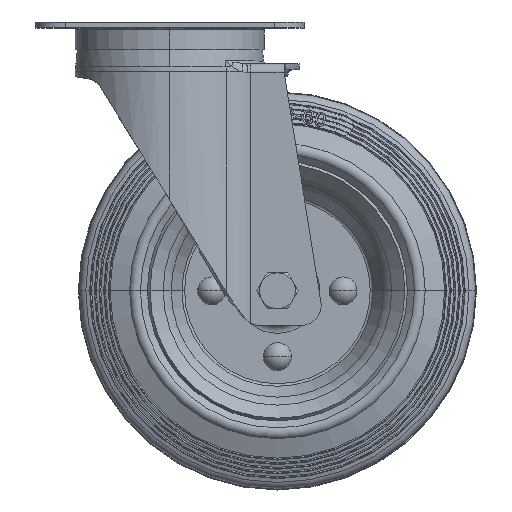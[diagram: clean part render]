
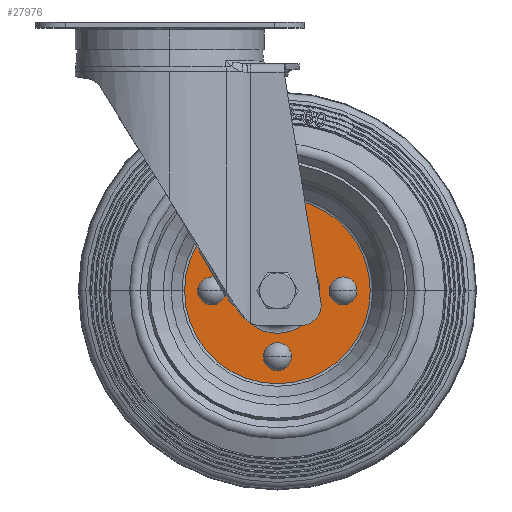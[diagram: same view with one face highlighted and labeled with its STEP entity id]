
A CAD part, top view. The second image highlights one B-rep face of the part: STEP entity #27976.
In plain terms, the highlighted planar face has unit normal (0, 0, 1).
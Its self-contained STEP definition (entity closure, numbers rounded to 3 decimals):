
#199 = CARTESIAN_POINT ( 'NONE',  ( 50., -168., 2. ) ) ;
#829 = DIRECTION ( 'NONE',  ( -1., 0., 0. ) ) ;
#1005 = DIRECTION ( 'NONE',  ( 0., 0., 1. ) ) ;
#1874 = AXIS2_PLACEMENT_3D ( 'NONE', #39334, #15628, #43296 ) ;
#2270 = EDGE_CURVE ( 'NONE', #14828, #12211, #45799, .T. ) ;
#2328 = DIRECTION ( 'NONE',  ( 0., 1., 0. ) ) ;
#2589 = CARTESIAN_POINT ( 'NONE',  ( 54., -102., 2. ) ) ;
#3168 = VERTEX_POINT ( 'NONE', #37387 ) ;
#3381 = ORIENTED_EDGE ( 'NONE', *, *, #15555, .T. ) ;
#4628 = EDGE_CURVE ( 'NONE', #3168, #8579, #24114, .T. ) ;
#5263 = DIRECTION ( 'NONE',  ( 0., 0., -1. ) ) ;
#6304 = EDGE_LOOP ( 'NONE', ( #3381, #29486 ) ) ;
#6573 = DIRECTION ( 'NONE',  ( -1., 0., 0. ) ) ;
#6796 = CARTESIAN_POINT ( 'NONE',  ( 32.709, -135., 2. ) ) ;
#7425 = AXIS2_PLACEMENT_3D ( 'NONE', #43942, #20269, #47915 ) ;
#7645 = CARTESIAN_POINT ( 'NONE',  ( 54., -135., 2. ) ) ;
#7696 = FACE_BOUND ( 'NONE', #48078, .T. ) ;
#7914 = AXIS2_PLACEMENT_3D ( 'NONE', #48216, #24551, #829 ) ;
#7971 = EDGE_CURVE ( 'NONE', #12211, #14828, #26852, .T. ) ;
#8023 = VERTEX_POINT ( 'NONE', #20502 ) ;
#8095 = ORIENTED_EDGE ( 'NONE', *, *, #15115, .T. ) ;
#8579 = VERTEX_POINT ( 'NONE', #36044 ) ;
#10005 = VERTEX_POINT ( 'NONE', #13271 ) ;
#10252 = ORIENTED_EDGE ( 'NONE', *, *, #12335, .T. ) ;
#10797 = EDGE_CURVE ( 'NONE', #18730, #42430, #49243, .T. ) ;
#10861 = CARTESIAN_POINT ( 'NONE',  ( 58., -102., 2. ) ) ;
#11538 = CARTESIAN_POINT ( 'NONE',  ( 58., -168., 2. ) ) ;
#11634 = DIRECTION ( 'NONE',  ( -1., 0., 0. ) ) ;
#12211 = VERTEX_POINT ( 'NONE', #199 ) ;
#12335 = EDGE_CURVE ( 'NONE', #10005, #45068, #37350, .T. ) ;
#12995 = EDGE_CURVE ( 'NONE', #47976, #8023, #15533, .T. ) ;
#13271 = CARTESIAN_POINT ( 'NONE',  ( 21., -139., 2. ) ) ;
#13336 = CARTESIAN_POINT ( 'NONE',  ( 54., -135., 2. ) ) ;
#13907 = CARTESIAN_POINT ( 'NONE',  ( 21., -135., 2. ) ) ;
#14828 = VERTEX_POINT ( 'NONE', #11538 ) ;
#15115 = EDGE_CURVE ( 'NONE', #45068, #10005, #42145, .T. ) ;
#15533 = CIRCLE ( 'NONE', #28796, 46.634 ) ;
#15555 = EDGE_CURVE ( 'NONE', #8023, #47976, #27216, .T. ) ;
#15628 = DIRECTION ( 'NONE',  ( 0., 0., -1. ) ) ;
#15644 = EDGE_LOOP ( 'NONE', ( #48255, #36812 ) ) ;
#16205 = DIRECTION ( 'NONE',  ( 0., 0., -1. ) ) ;
#16350 = DIRECTION ( 'NONE',  ( 0., 0., -1. ) ) ;
#16655 = DIRECTION ( 'NONE',  ( 0., 0., -1. ) ) ;
#16775 = CARTESIAN_POINT ( 'NONE',  ( 21., -131., 2. ) ) ;
#16994 = FACE_OUTER_BOUND ( 'NONE', #6304, .T. ) ;
#17326 = DIRECTION ( 'NONE',  ( -1., 0., 0. ) ) ;
#17888 = DIRECTION ( 'NONE',  ( 0., -1., 0. ) ) ;
#18056 = AXIS2_PLACEMENT_3D ( 'NONE', #40063, #16350, #44008 ) ;
#18414 = EDGE_LOOP ( 'NONE', ( #37280, #29766 ) ) ;
#18730 = VERTEX_POINT ( 'NONE', #40492 ) ;
#20043 = EDGE_CURVE ( 'NONE', #22947, #26724, #30104, .T. ) ;
#20269 = DIRECTION ( 'NONE',  ( 0., 0., 1. ) ) ;
#20502 = CARTESIAN_POINT ( 'NONE',  ( 7.366, -135., 2. ) ) ;
#20888 = EDGE_LOOP ( 'NONE', ( #10252, #8095 ) ) ;
#22947 = VERTEX_POINT ( 'NONE', #10861 ) ;
#24114 = CIRCLE ( 'NONE', #40036, 4. ) ;
#24234 = CIRCLE ( 'NONE', #34519, 4. ) ;
#24551 = DIRECTION ( 'NONE',  ( 0., 0., -1. ) ) ;
#24723 = CARTESIAN_POINT ( 'NONE',  ( 54., -135., 2. ) ) ;
#24798 = AXIS2_PLACEMENT_3D ( 'NONE', #2589, #30303, #6573 ) ;
#25618 = CIRCLE ( 'NONE', #43075, 4. ) ;
#26045 = DIRECTION ( 'NONE',  ( 0., 0., -1. ) ) ;
#26724 = VERTEX_POINT ( 'NONE', #42506 ) ;
#26852 = CIRCLE ( 'NONE', #18056, 4. ) ;
#27216 = CIRCLE ( 'NONE', #7425, 46.634 ) ;
#27488 = FACE_BOUND ( 'NONE', #15644, .T. ) ;
#27542 = ORIENTED_EDGE ( 'NONE', *, *, #7971, .T. ) ;
#27976 = ADVANCED_FACE ( 'NONE', ( #28738, #7696, #48531, #38044, #27488, #16994 ), #32365, .F. ) ;
#28425 = EDGE_CURVE ( 'NONE', #26724, #22947, #25618, .T. ) ;
#28689 = DIRECTION ( 'NONE',  ( -1., 0., 0. ) ) ;
#28738 = FACE_BOUND ( 'NONE', #37863, .T. ) ;
#28796 = AXIS2_PLACEMENT_3D ( 'NONE', #24723, #1005, #28689 ) ;
#28986 = CARTESIAN_POINT ( 'NONE',  ( 87., -135., 2. ) ) ;
#29486 = ORIENTED_EDGE ( 'NONE', *, *, #12995, .T. ) ;
#29766 = ORIENTED_EDGE ( 'NONE', *, *, #20043, .T. ) ;
#30104 = CIRCLE ( 'NONE', #24798, 4. ) ;
#30303 = DIRECTION ( 'NONE',  ( 0., 0., -1. ) ) ;
#32365 = PLANE ( 'NONE',  #7914 ) ;
#32799 = AXIS2_PLACEMENT_3D ( 'NONE', #40381, #16655, #44325 ) ;
#33004 = DIRECTION ( 'NONE',  ( 0., 1., 0. ) ) ;
#34519 = AXIS2_PLACEMENT_3D ( 'NONE', #28986, #5263, #33004 ) ;
#35333 = DIRECTION ( 'NONE',  ( 0., 0., -1. ) ) ;
#35357 = AXIS2_PLACEMENT_3D ( 'NONE', #13336, #41015, #17326 ) ;
#35925 = ORIENTED_EDGE ( 'NONE', *, *, #45598, .T. ) ;
#36023 = CARTESIAN_POINT ( 'NONE',  ( 100.634, -135., 2. ) ) ;
#36044 = CARTESIAN_POINT ( 'NONE',  ( 87., -131., 2. ) ) ;
#36812 = ORIENTED_EDGE ( 'NONE', *, *, #10797, .T. ) ;
#37280 = ORIENTED_EDGE ( 'NONE', *, *, #28425, .T. ) ;
#37350 = CIRCLE ( 'NONE', #32799, 4. ) ;
#37387 = CARTESIAN_POINT ( 'NONE',  ( 87., -139., 2. ) ) ;
#37863 = EDGE_LOOP ( 'NONE', ( #35925, #41586 ) ) ;
#38044 = FACE_BOUND ( 'NONE', #18414, .T. ) ;
#39334 = CARTESIAN_POINT ( 'NONE',  ( 54., -168., 2. ) ) ;
#39928 = CARTESIAN_POINT ( 'NONE',  ( 54., -102., 2. ) ) ;
#40036 = AXIS2_PLACEMENT_3D ( 'NONE', #49727, #26045, #2328 ) ;
#40063 = CARTESIAN_POINT ( 'NONE',  ( 54., -168., 2. ) ) ;
#40381 = CARTESIAN_POINT ( 'NONE',  ( 21., -135., 2. ) ) ;
#40492 = CARTESIAN_POINT ( 'NONE',  ( 75.291, -135., 2. ) ) ;
#40973 = ORIENTED_EDGE ( 'NONE', *, *, #2270, .T. ) ;
#41015 = DIRECTION ( 'NONE',  ( 0., 0., -1. ) ) ;
#41580 = DIRECTION ( 'NONE',  ( 0., 0., -1. ) ) ;
#41586 = ORIENTED_EDGE ( 'NONE', *, *, #4628, .T. ) ;
#42145 = CIRCLE ( 'NONE', #50132, 4. ) ;
#42430 = VERTEX_POINT ( 'NONE', #6796 ) ;
#42506 = CARTESIAN_POINT ( 'NONE',  ( 50., -102., 2. ) ) ;
#43075 = AXIS2_PLACEMENT_3D ( 'NONE', #39928, #16205, #43862 ) ;
#43296 = DIRECTION ( 'NONE',  ( 1., 0., 0. ) ) ;
#43862 = DIRECTION ( 'NONE',  ( -1., 0., 0. ) ) ;
#43942 = CARTESIAN_POINT ( 'NONE',  ( 54., -135., 2. ) ) ;
#44008 = DIRECTION ( 'NONE',  ( 1., 0., 0. ) ) ;
#44325 = DIRECTION ( 'NONE',  ( 0., -1., 0. ) ) ;
#45068 = VERTEX_POINT ( 'NONE', #16775 ) ;
#45598 = EDGE_CURVE ( 'NONE', #8579, #3168, #24234, .T. ) ;
#45799 = CIRCLE ( 'NONE', #1874, 4. ) ;
#46368 = EDGE_CURVE ( 'NONE', #42430, #18730, #50958, .T. ) ;
#47113 = AXIS2_PLACEMENT_3D ( 'NONE', #7645, #35333, #11634 ) ;
#47915 = DIRECTION ( 'NONE',  ( -1., 0., 0. ) ) ;
#47976 = VERTEX_POINT ( 'NONE', #36023 ) ;
#48078 = EDGE_LOOP ( 'NONE', ( #40973, #27542 ) ) ;
#48216 = CARTESIAN_POINT ( 'NONE',  ( 54., -87.5, 2. ) ) ;
#48255 = ORIENTED_EDGE ( 'NONE', *, *, #46368, .T. ) ;
#48531 = FACE_BOUND ( 'NONE', #20888, .T. ) ;
#49243 = CIRCLE ( 'NONE', #35357, 21.291 ) ;
#49727 = CARTESIAN_POINT ( 'NONE',  ( 87., -135., 2. ) ) ;
#50132 = AXIS2_PLACEMENT_3D ( 'NONE', #13907, #41580, #17888 ) ;
#50958 = CIRCLE ( 'NONE', #47113, 21.291 ) ;
